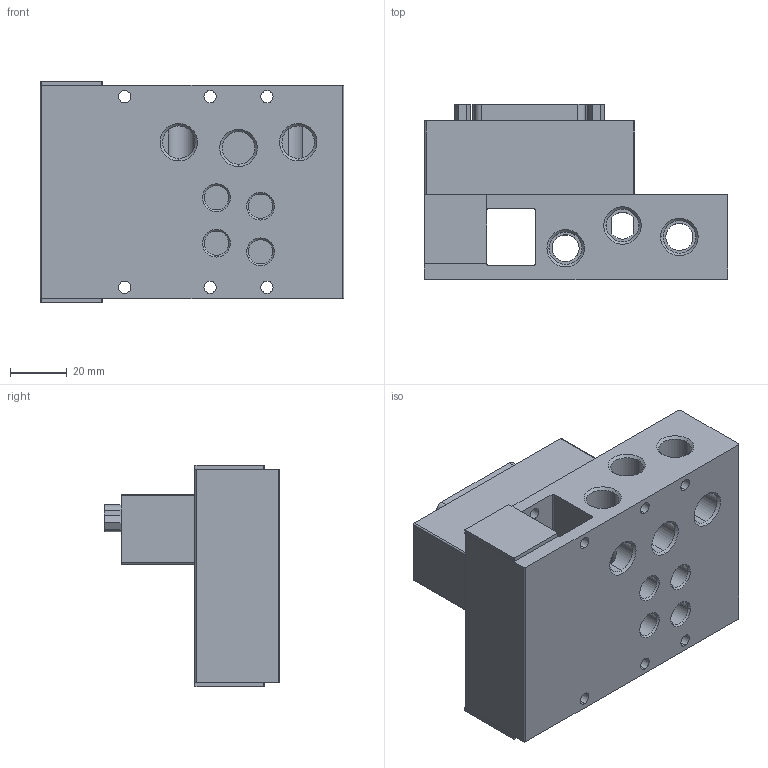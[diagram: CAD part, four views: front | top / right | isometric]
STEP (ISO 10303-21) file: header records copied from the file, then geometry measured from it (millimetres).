
FILE_DESCRIPTION (( 'STEP AP203' ), '1' );
FILE_NAME ('S2VB-2F-06.STEP', '2022-08-02T08:10:59', ( '' ), ( '' ), 'SwSTEP 2.0', 'SolidWorks 2022', '' );
FILE_SCHEMA (( 'CONFIG_CONTROL_DESIGN' ));
Length unit declared in the file: millimetre
Products named in the file (1): S2VB-2F-06
Bounding box: 106.7 x 61.7 x 78 mm (x, y, z)
Volume: 236759.1 mm3; surface area: 49193.2 mm2
Topology: 1 solids, 1 shells, 295 faces, 686 edges, 438 vertices
Faces by surface type: cylinder 139, plane 100, cone 56
Entity records: 8703 total; most frequent: DIRECTION 1610, CARTESIAN_POINT 1534, ORIENTED_EDGE 1372, EDGE_CURVE 686, AXIS2_PLACEMENT_3D 640, VERTEX_POINT 438, EDGE_LOOP 368, CIRCLE 344
